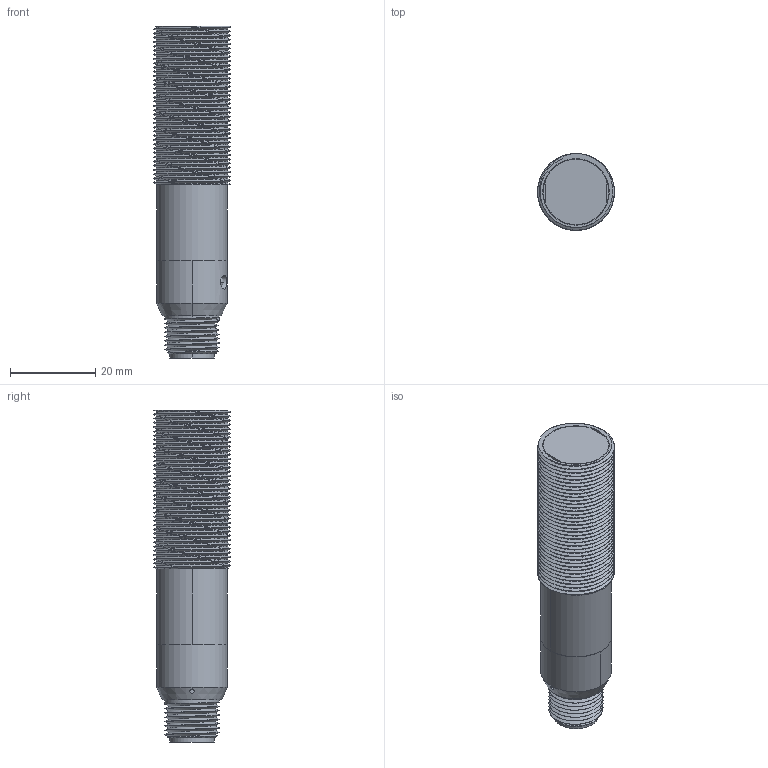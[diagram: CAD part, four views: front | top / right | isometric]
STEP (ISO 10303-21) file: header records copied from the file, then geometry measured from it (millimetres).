
FILE_DESCRIPTION((''),'2;1');
FILE_NAME('155357_SW','2011-02-03T',('banengservice'),('BANNER ENGINEERING'),'PRO/ENGINEER BY PARAMETRIC TECHNOLOGY CORPORATION, 2009141','PRO/ENGINEER BY PARAMETRIC TECHNOLOGY CORPORATION, 2009141','');
FILE_SCHEMA(('CONFIG_CONTROL_DESIGN'));
Length unit declared in the file: inch
Products named in the file (1): 155357_SW
Bounding box: 18 x 18 x 77.83 mm (x, y, z)
Volume: 5553.2 mm3; surface area: 12132.9 mm2
Topology: 1 solids, 3 shells, 347 faces, 897 edges, 577 vertices
Faces by surface type: cylinder 165, plane 98, bspline 50, cone 18, extrusion 6, torus 4, sphere 4, revolution 2
Entity records: 32422 total; most frequent: CARTESIAN_POINT 24484, ORIENTED_EDGE 1782, DIRECTION 1394, EDGE_CURVE 891, VERTEX_POINT 577, AXIS2_PLACEMENT_3D 501, VECTOR 390, LINE 384
